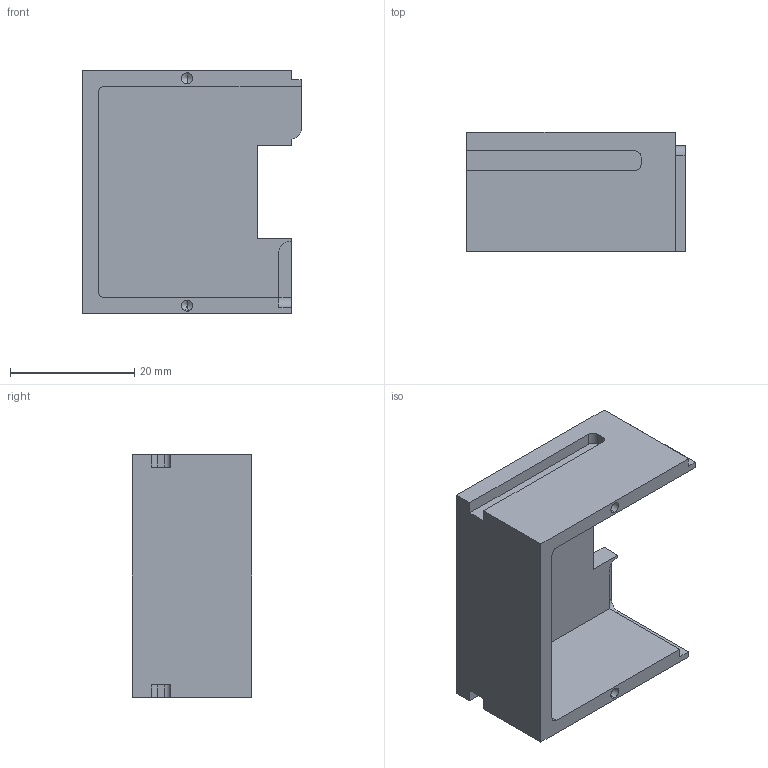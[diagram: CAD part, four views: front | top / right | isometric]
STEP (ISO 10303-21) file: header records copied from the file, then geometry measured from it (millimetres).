
FILE_DESCRIPTION (( 'STEP AP214' ), '1' );
FILE_NAME ('device-mount-lid.STEP', '2025-06-19T00:46:39', ( '' ), ( '' ), 'SwSTEP 2.0', 'SolidWorks 2024', '' );
FILE_SCHEMA (( 'AUTOMOTIVE_DESIGN' ));
Length unit declared in the file: millimetre
Products named in the file (1): device-mount-lid
Bounding box: 35.09 x 19.18 x 39 mm (x, y, z)
Volume: 7511.3 mm3; surface area: 6611.9 mm2
Topology: 1 solids, 1 shells, 47 faces, 131 edges, 84 vertices
Faces by surface type: plane 29, cylinder 14, cone 4
Entity records: 1496 total; most frequent: CARTESIAN_POINT 259, ORIENTED_EDGE 254, DIRECTION 251, EDGE_CURVE 127, VECTOR 99, LINE 99, VERTEX_POINT 84, AXIS2_PLACEMENT_3D 76
